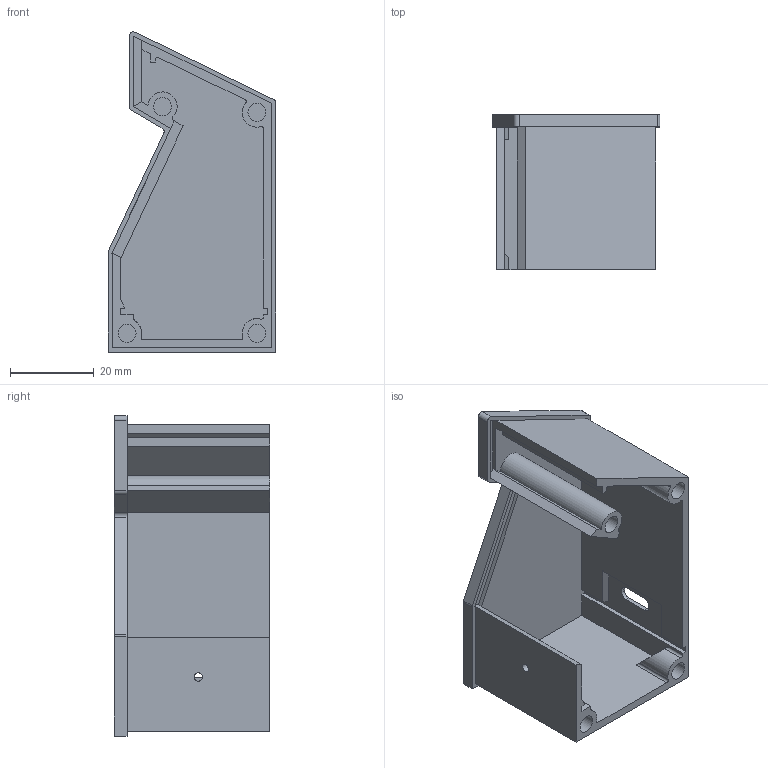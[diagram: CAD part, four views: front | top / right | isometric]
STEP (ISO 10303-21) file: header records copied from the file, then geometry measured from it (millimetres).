
FILE_DESCRIPTION(/* description */ ('Alibre Inc.'),/* implementation_level */ '2;1');
FILE_NAME(/* name */ 'export-40597925-47DD-42F6-9731-E194AA8251CB',/* time_stamp */ '2026-01-26T08:40:42+01:00',/* author */ (''),/* organization */ (''),/* preprocessor_version */ 'ST-DEVELOPER v17',/* originating_system */ 'Alibre',/* authorisation */ '');
FILE_SCHEMA (('CONFIG_CONTROL_DESIGN'));
Length unit declared in the file: millimetre
Bounding box: 40 x 37 x 76.4 mm (x, y, z)
Volume: 20015.3 mm3; surface area: 17402 mm2
Topology: 1 solids, 1 shells, 91 faces, 250 edges, 166 vertices
Faces by surface type: plane 65, cylinder 26
Full cylindrical faces by diameter (mm): 2 x1, 4.3 x4
Entity records: 2812 total; most frequent: ORIENTED_EDGE 488, CARTESIAN_POINT 484, DIRECTION 399, EDGE_CURVE 244, VECTOR 180, LINE 180, VERTEX_POINT 165, AXIS2_PLACEMENT_3D 139
